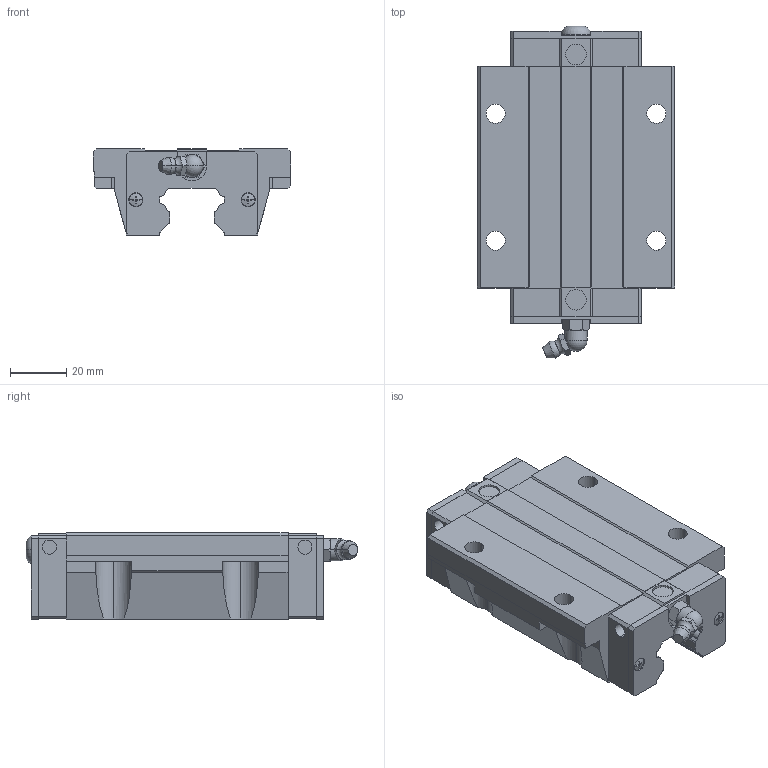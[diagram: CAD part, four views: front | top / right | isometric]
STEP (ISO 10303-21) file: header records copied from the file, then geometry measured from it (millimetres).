
FILE_DESCRIPTION(('STEP AP214'),'1');
FILE_NAME('cctmp_F4CDFB3C-6FB5-49B3-A245-42755A0A90CE_2020_4_23_15_39_3_171..stp','2020-04-23T13:39:03',('HIWIN GmbH'),('CADClick - www.CADClick.com'),'Spatial InterOp 3D',' ','unknown authorization');
FILE_SCHEMA(('AUTOMOTIVE_DESIGN'));
Length unit declared in the file: millimetre
Products named in the file (1): QHW25HCZ0H_FILE
Bounding box: 70 x 117.71 x 30.5 mm (x, y, z)
Volume: 135975.3 mm3; surface area: 27996.6 mm2
Topology: 1 solids, 5 shells, 369 faces, 989 edges, 645 vertices
Faces by surface type: plane 225, cylinder 86, cone 38, torus 18, sphere 2
Entity records: 14694 total; most frequent: CARTESIAN_POINT 2538, ORIENTED_EDGE 1974, DIRECTION 1876, EDGE_CURVE 987, VERTEX_POINT 645, AXIS2_PLACEMENT_3D 635, LINE 606, VECTOR 606
